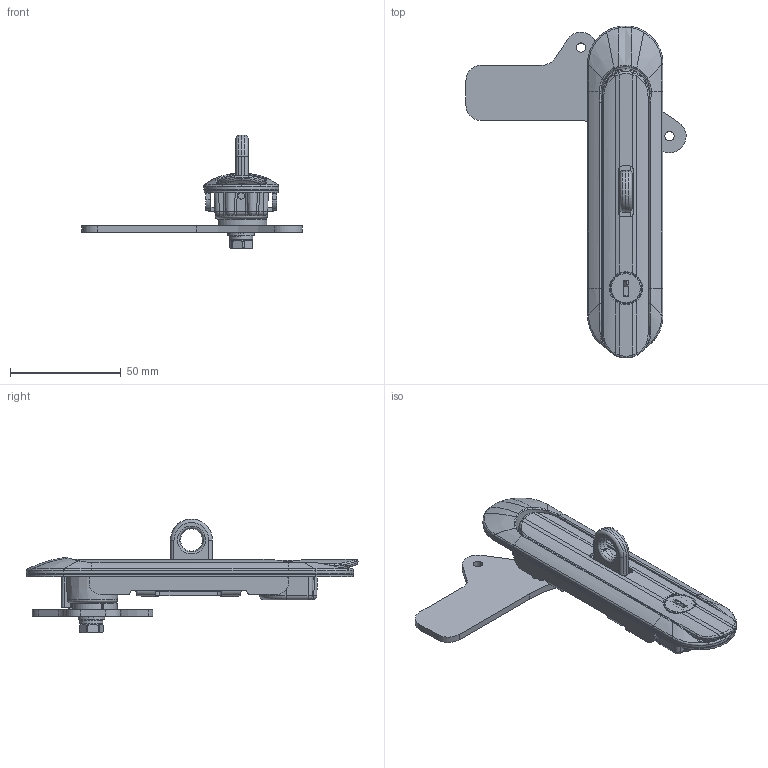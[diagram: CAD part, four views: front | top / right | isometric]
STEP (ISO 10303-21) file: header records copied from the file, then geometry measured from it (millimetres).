
FILE_DESCRIPTION(/* description */ (''),/* implementation_level */ '2;1');
FILE_NAME(/* name */ 'AF3283-3LK-316.stp',/* time_stamp */ '2025-01-16T20:55:25+09:00',/* author */ ('user'),/* organization */ (''),/* preprocessor_version */ 'ST-DEVELOPER v15.6',/* originating_system */ 'Autodesk Inventor 2015',/* authorisation */ '');
FILE_SCHEMA (('AUTOMOTIVE_DESIGN { 1 0 10303 214 3 1 1 }'));
Products named in the file (18): 몸체; M5 BOLT (1); 날개; 브라켓; 캠; 캠와샤; 키코어 캡; 키코어; 패킹; 핸들; OIL RING; 플레이트; 키 플레이트; 육각_M6x10L; Washer_1.5Tx12x6.1; 패드락3번꺼; 스프링와셔_1.5Tx10.4x6.5; AF3283-3LK-316
Bounding box: 99.49 x 150 x 51.5 mm (x, y, z)
Volume: 47354.3 mm3; surface area: 50895.1 mm2
Topology: 18 solids, 18 shells, 1071 faces, 2773 edges, 1751 vertices
Faces by surface type: plane 417, cylinder 299, bspline 212, torus 79, cone 48, sphere 16
Full cylindrical faces by diameter (mm): 3 x2, 3.1 x3, 4.2 x2, 5 x2, 5.9 x1, 6.1 x1, 6.5 x2, 10.8 x1, 12 x1, 13.1 x2, 13.2 x1, 14 x1, 14.2 x1, 15.2 x1, 17 x1
Entity records: 73913 total; most frequent: CARTESIAN_POINT 49362, ORIENTED_EDGE 5264, DIRECTION 4798, EDGE_CURVE 2632, AXIS2_PLACEMENT_3D 1853, VERTEX_POINT 1686, EDGE_LOOP 1150, LINE 1092
